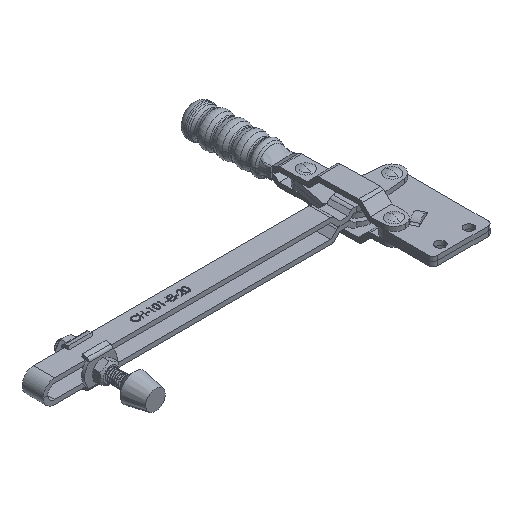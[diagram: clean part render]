
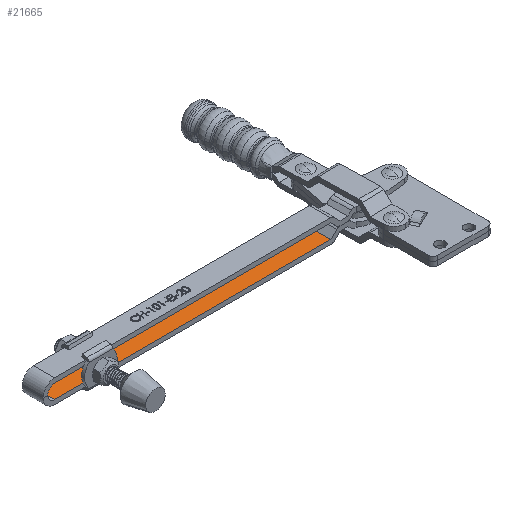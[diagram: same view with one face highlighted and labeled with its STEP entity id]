
A CAD part, isometric view. The second image highlights one B-rep face of the part: STEP entity #21665.
In plain terms, the highlighted face is planar.
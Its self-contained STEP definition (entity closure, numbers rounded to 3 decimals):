
#21595 = EDGE_CURVE ( 'NONE', #21662, #21663, #41013, .T. ) ;
#21598 = VERTEX_POINT ( 'NONE', #41023 ) ;
#21600 = EDGE_LOOP ( 'NONE', ( #21666, #21664, #21642, #21667 ) ) ;
#21642 = ORIENTED_EDGE ( 'NONE', *, *, #21595, .T. ) ;
#21643 = EDGE_CURVE ( 'NONE', #21671, #21663, #41066, .T. ) ;
#21658 = EDGE_CURVE ( 'NONE', #21598, #21671, #41087, .T. ) ;
#21661 = EDGE_CURVE ( 'NONE', #21662, #21598, #41146, .T. ) ;
#21662 = VERTEX_POINT ( 'NONE', #41152 ) ;
#21663 = VERTEX_POINT ( 'NONE', #41145 ) ;
#21664 = ORIENTED_EDGE ( 'NONE', *, *, #21661, .F. ) ;
#21665 = ADVANCED_FACE ( 'NONE', ( #41116 ), #41095, .F. ) ;
#21666 = ORIENTED_EDGE ( 'NONE', *, *, #21658, .F. ) ;
#21667 = ORIENTED_EDGE ( 'NONE', *, *, #21643, .F. ) ;
#21671 = VERTEX_POINT ( 'NONE', #41132 ) ;
#41010 = DIRECTION ( 'NONE',  ( 0., 0., -1. ) ) ;
#41011 = VECTOR ( 'NONE', #41010, 1000. ) ;
#41012 = CARTESIAN_POINT ( 'NONE',  ( -237.861, 10.708, 20. ) ) ;
#41013 = LINE ( 'NONE', #41012, #41011 ) ;
#41023 = CARTESIAN_POINT ( 'NONE',  ( -54.898, 10.708, 17. ) ) ;
#41065 = CARTESIAN_POINT ( 'NONE',  ( -54.898, 10.708, 3. ) ) ;
#41066 = LINE ( 'NONE', #41065, #41108 ) ;
#41087 = LINE ( 'NONE', #41092, #41091 ) ;
#41091 = VECTOR ( 'NONE', #41153, 1000. ) ;
#41092 = CARTESIAN_POINT ( 'NONE',  ( -54.898, 10.708, 20. ) ) ;
#41095 = PLANE ( 'NONE',  #41140 ) ;
#41107 = DIRECTION ( 'NONE',  ( -1., 0., 0. ) ) ;
#41108 = VECTOR ( 'NONE', #41107, 1000. ) ;
#41116 = FACE_OUTER_BOUND ( 'NONE', #21600, .T. ) ;
#41132 = CARTESIAN_POINT ( 'NONE',  ( -54.898, 10.708, 3. ) ) ;
#41134 = DIRECTION ( 'NONE',  ( 1., 0., 0. ) ) ;
#41135 = DIRECTION ( 'NONE',  ( 0., 1., 0. ) ) ;
#41136 = CARTESIAN_POINT ( 'NONE',  ( -54.898, 10.708, 20. ) ) ;
#41140 = AXIS2_PLACEMENT_3D ( 'NONE', #41136, #41135, #41134 ) ;
#41142 = DIRECTION ( 'NONE',  ( 1., 0., 0. ) ) ;
#41143 = VECTOR ( 'NONE', #41142, 1000. ) ;
#41144 = CARTESIAN_POINT ( 'NONE',  ( -54.898, 10.708, 17. ) ) ;
#41145 = CARTESIAN_POINT ( 'NONE',  ( -237.861, 10.708, 3. ) ) ;
#41146 = LINE ( 'NONE', #41144, #41143 ) ;
#41152 = CARTESIAN_POINT ( 'NONE',  ( -237.861, 10.708, 17. ) ) ;
#41153 = DIRECTION ( 'NONE',  ( 0., 0., -1. ) ) ;
